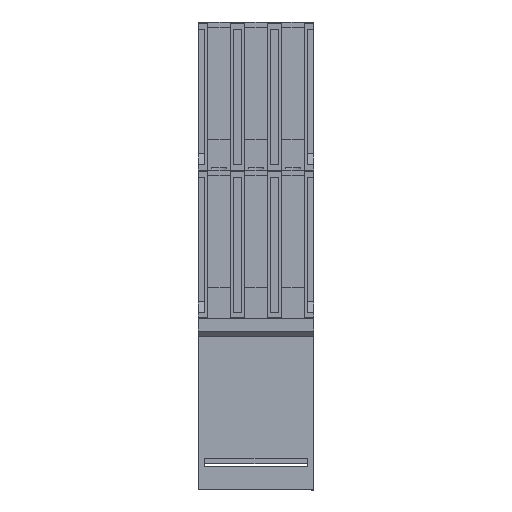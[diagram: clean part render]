
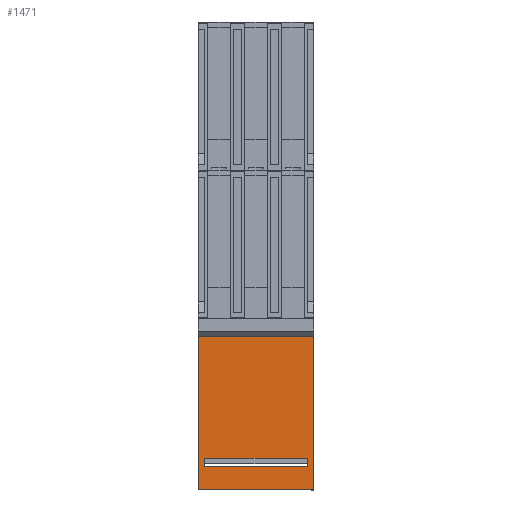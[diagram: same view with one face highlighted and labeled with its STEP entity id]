
A CAD part, front view. The second image highlights one B-rep face of the part: STEP entity #1471.
In plain terms, the highlighted planar face has unit normal (0, -1, 0).
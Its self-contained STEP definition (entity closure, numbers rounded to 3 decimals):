
#1471=ADVANCED_FACE('NONE',(#3904,#3905),#3906,.T.);
#3904=FACE_OUTER_BOUND('',#8508,.T.);
#3905=FACE_BOUND('',#8509,.T.);
#3906=PLANE('',#8510);
#8508=EDGE_LOOP('',(#18553,#18554,#18555,#18556,#18557,#18558));
#8509=EDGE_LOOP('',(#18559,#18560,#18561,#18562));
#8510=AXIS2_PLACEMENT_3D('',#18563,#18564,#18565);
#18553=ORIENTED_EDGE('',*,*,#26681,.T.);
#18554=ORIENTED_EDGE('',*,*,#27450,.F.);
#18555=ORIENTED_EDGE('',*,*,#27451,.F.);
#18556=ORIENTED_EDGE('',*,*,#27421,.F.);
#18557=ORIENTED_EDGE('',*,*,#27452,.F.);
#18558=ORIENTED_EDGE('',*,*,#27288,.T.);
#18559=ORIENTED_EDGE('',*,*,#27453,.F.);
#18560=ORIENTED_EDGE('',*,*,#27454,.F.);
#18561=ORIENTED_EDGE('',*,*,#27455,.F.);
#18562=ORIENTED_EDGE('',*,*,#26920,.F.);
#18563=CARTESIAN_POINT('',(0.0,13.89,29.9));
#18564=DIRECTION('',(0.0,-1.0,0.0));
#18565=DIRECTION('',(0.0,0.0,1.0));
#26681=EDGE_CURVE('NONE',#31547,#31545,#31548,.T.);
#26920=EDGE_CURVE('NONE',#31949,#31951,#31952,.T.);
#27288=EDGE_CURVE('NONE',#32541,#31547,#32542,.T.);
#27421=EDGE_CURVE('NONE',#32775,#32770,#32777,.T.);
#27450=EDGE_CURVE('NONE',#32818,#31545,#32819,.T.);
#27451=EDGE_CURVE('NONE',#32770,#32818,#32820,.T.);
#27452=EDGE_CURVE('NONE',#32541,#32775,#32821,.T.);
#27453=EDGE_CURVE('NONE',#32822,#31949,#32823,.T.);
#27454=EDGE_CURVE('NONE',#32824,#32822,#32825,.T.);
#27455=EDGE_CURVE('NONE',#31951,#32824,#32826,.T.);
#31545=VERTEX_POINT('NONE',#40877);
#31547=VERTEX_POINT('NONE',#40880);
#31548=LINE('',#40881,#40882);
#31949=VERTEX_POINT('NONE',#41453);
#31951=VERTEX_POINT('NONE',#41456);
#31952=LINE('',#41457,#41458);
#32541=VERTEX_POINT('NONE',#42289);
#32542=LINE('',#42290,#42291);
#32770=VERTEX_POINT('NONE',#42633);
#32775=VERTEX_POINT('NONE',#42640);
#32777=LINE('',#42643,#42644);
#32818=VERTEX_POINT('NONE',#42703);
#32819=LINE('',#42704,#42705);
#32820=LINE('',#42706,#42707);
#32821=LINE('',#42708,#42709);
#32822=VERTEX_POINT('NONE',#42710);
#32823=LINE('',#42711,#42712);
#32824=VERTEX_POINT('NONE',#42713);
#32825=LINE('',#42714,#42715);
#32826=LINE('',#42716,#42717);
#40877=CARTESIAN_POINT('',(22.5,13.89,0.));
#40880=CARTESIAN_POINT('',(0.0,13.89,0.));
#40881=CARTESIAN_POINT('',(0.0,13.89,0.));
#40882=VECTOR('',#50536,1000.0);
#41453=CARTESIAN_POINT('',(1.253,13.89,4.5));
#41456=CARTESIAN_POINT('',(21.253,13.89,4.5));
#41457=CARTESIAN_POINT('',(0.0,13.89,4.5));
#41458=VECTOR('',#50864,1000.0);
#42289=CARTESIAN_POINT('',(0.0,13.89,29.9));
#42290=CARTESIAN_POINT('',(0.0,13.89,29.9));
#42291=VECTOR('',#51332,1000.0);
#42633=CARTESIAN_POINT('',(22.48,13.89,29.9));
#42640=CARTESIAN_POINT('',(0.02,13.89,29.9));
#42643=CARTESIAN_POINT('',(0.0,13.89,29.9));
#42644=VECTOR('',#51465,1000.0);
#42703=CARTESIAN_POINT('',(22.5,13.89,29.9));
#42704=CARTESIAN_POINT('',(22.5,13.89,29.9));
#42705=VECTOR('',#51496,1000.0);
#42706=CARTESIAN_POINT('',(0.0,13.89,29.9));
#42707=VECTOR('',#51497,1000.0);
#42708=CARTESIAN_POINT('',(0.0,13.89,29.9));
#42709=VECTOR('',#51498,1000.0);
#42710=CARTESIAN_POINT('',(1.253,13.89,6.2));
#42711=CARTESIAN_POINT('',(1.253,13.89,29.9));
#42712=VECTOR('',#51499,1000.0);
#42713=CARTESIAN_POINT('',(21.253,13.89,6.2));
#42714=CARTESIAN_POINT('',(0.0,13.89,6.2));
#42715=VECTOR('',#51500,1000.0);
#42716=CARTESIAN_POINT('',(21.253,13.89,29.9));
#42717=VECTOR('',#51501,1000.0);
#50536=DIRECTION('',(1.0,0.0,0.0));
#50864=DIRECTION('',(1.0,0.0,0.0));
#51332=DIRECTION('',(0.0,0.0,-1.0));
#51465=DIRECTION('',(1.0,0.0,0.0));
#51496=DIRECTION('',(0.0,0.0,-1.0));
#51497=DIRECTION('',(1.0,0.0,0.0));
#51498=DIRECTION('',(1.0,0.0,0.0));
#51499=DIRECTION('',(0.0,0.0,-1.0));
#51500=DIRECTION('',(-1.0,0.0,0.0));
#51501=DIRECTION('',(0.0,0.0,1.0));
